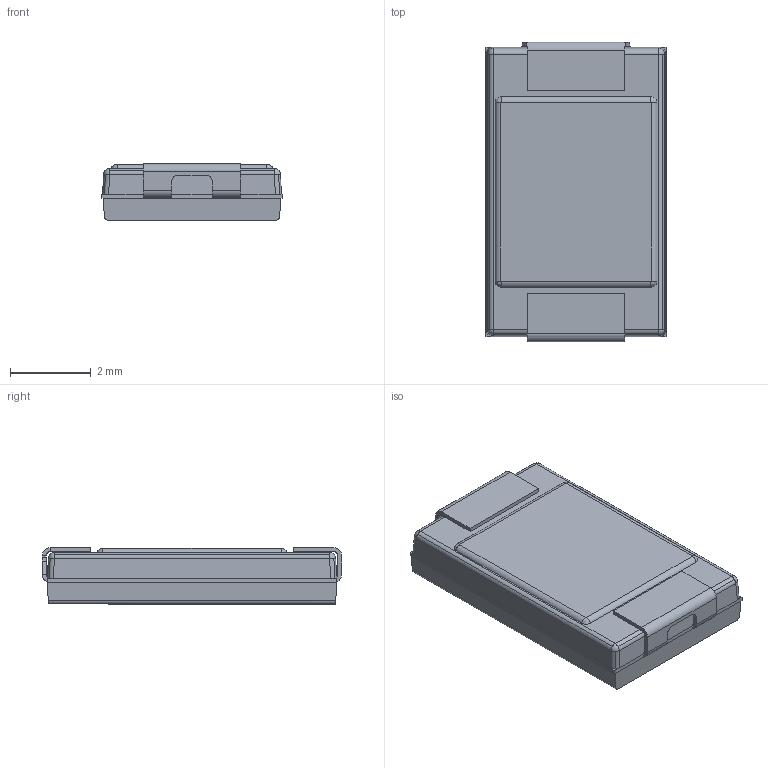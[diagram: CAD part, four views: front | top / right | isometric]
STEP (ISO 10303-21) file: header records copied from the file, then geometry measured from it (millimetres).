
FILE_DESCRIPTION (( 'STEP AP214' ), '1' );
FILE_NAME ('TAN_X.stp', '2019-02-13T01:15:19', ( '' ), ( '' ), 'SwSTEP 2.0', 'SolidWorks 2018', '' );
FILE_SCHEMA (( 'AUTOMOTIVE_DESIGN' ));
Length unit declared in the file: millimetre
Products named in the file (1): TAN_X
Bounding box: 4.45 x 7.4 x 1.4 mm (x, y, z)
Volume: 42.3 mm3; surface area: 107.3 mm2
Topology: 1 solids, 1 shells, 101 faces, 270 edges, 168 vertices
Faces by surface type: plane 47, cylinder 42, bspline 8, sphere 4
Entity records: 4129 total; most frequent: CARTESIAN_POINT 1046, ORIENTED_EDGE 540, DIRECTION 496, EDGE_CURVE 270, VECTOR 168, VERTEX_POINT 168, LINE 168, AXIS2_PLACEMENT_3D 164
